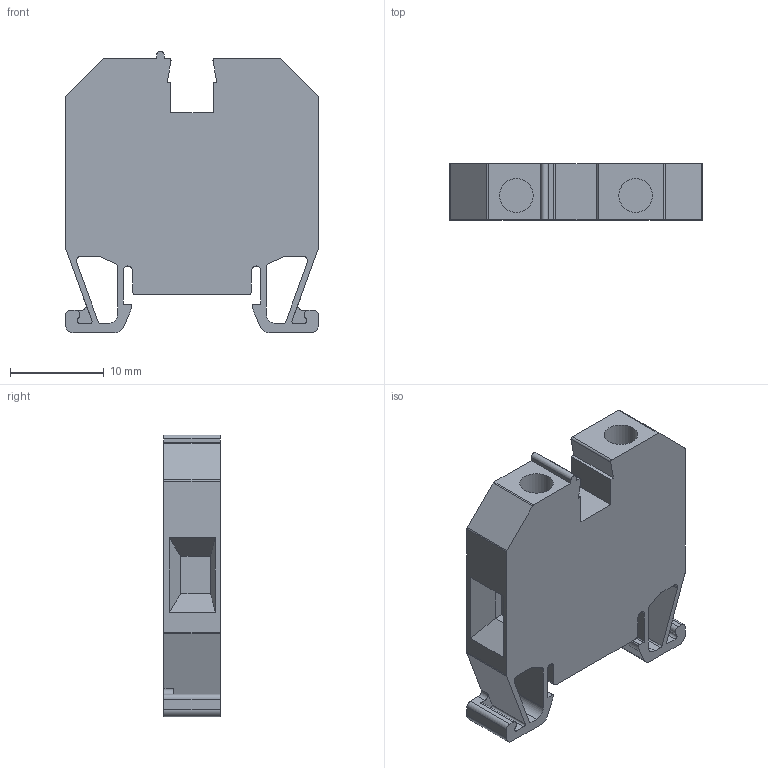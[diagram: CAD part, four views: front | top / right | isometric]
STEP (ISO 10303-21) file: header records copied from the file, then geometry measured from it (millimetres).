
FILE_DESCRIPTION( ( 'Unknown' ), '1' );
FILE_NAME( 'CMT4.stp', 'Unknown', ( 'Unknown' ), ( 'Unknown' ), 'PSStep 14.0', 'Unknown', ' ' );
FILE_SCHEMA( ( 'AUTOMOTIVE_DESIGN { 1 0 10303 214 1 1 1 1 }' ) );
Length unit declared in the file: millimetre
Products named in the file (1): 1
Bounding box: 27 x 6 x 30.1 mm (x, y, z)
Volume: 3490.8 mm3; surface area: 2583.5 mm2
Topology: 1 solids, 1 shells, 114 faces, 316 edges, 208 vertices
Faces by surface type: plane 69, cylinder 45
Full cylindrical faces by diameter (mm): 3.6 x2
Entity records: 4572 total; most frequent: CARTESIAN_POINT 637, DIRECTION 634, ORIENTED_EDGE 628, EDGE_CURVE 314, LINE 224, VECTOR 224, VERTEX_POINT 208, AXIS2_PLACEMENT_3D 205
